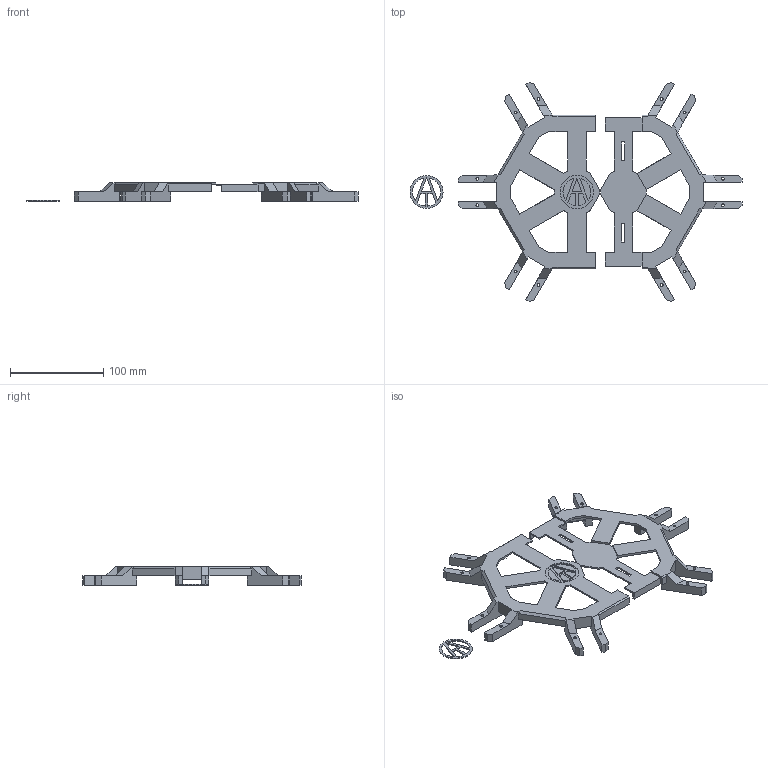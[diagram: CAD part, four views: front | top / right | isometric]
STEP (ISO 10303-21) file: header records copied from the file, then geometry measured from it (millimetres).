
FILE_DESCRIPTION(/* description */ ('','CAx-IF Rec.Pracs.---Representation and Presentation of Product Manufacturing Information (PMI)---4.0---2014-10-13'),/* implementation_level */ '2;1');
FILE_NAME(/* name */ 'Upper Base.step',/* time_stamp */ '2024-12-14T11:59:16Z',/* author */ (''),/* organization */ (''),/* preprocessor_version */ 'ST-DEVELOPER v20',/* originating_system */ 'Autodesk Translation Framework v13.20.0.188',/* authorisation */ '');
FILE_SCHEMA (('AP242_MANAGED_MODEL_BASED_3D_ENGINEERING_MIM_LF { 1 0 10303 442 1 1 4 }'));
Length unit declared in the file: millimetre
Products named in the file (1): Upper Base
Bounding box: 356.81 x 235.01 x 20.25 mm (x, y, z)
Volume: 117199.4 mm3; surface area: 77708.9 mm2
Topology: 3 solids, 3 shells, 295 faces, 854 edges, 564 vertices
Faces by surface type: plane 273, cylinder 22
Full cylindrical faces by diameter (mm): 3 x12, 35.6 x1, 36 x1
Entity records: 9662 total; most frequent: CARTESIAN_POINT 1714, ORIENTED_EDGE 1708, DIRECTION 1490, EDGE_CURVE 854, LINE 810, VECTOR 810, VERTEX_POINT 564, EDGE_LOOP 344
